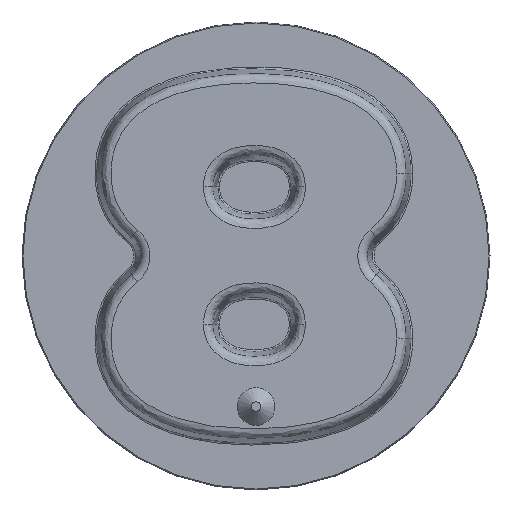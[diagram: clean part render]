
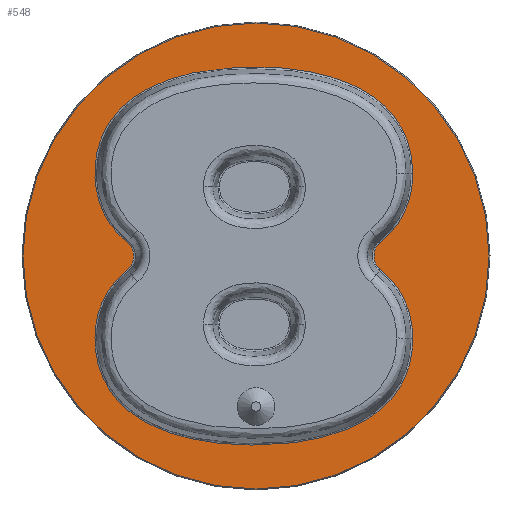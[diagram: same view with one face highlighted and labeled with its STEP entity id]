
A CAD part, top view. The second image highlights one B-rep face of the part: STEP entity #548.
In plain terms, the highlighted planar face has unit normal (0, 0, 1).
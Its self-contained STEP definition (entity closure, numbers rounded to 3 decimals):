
#27=FACE_BOUND('',#136,.T.);
#31=PLANE('',#606);
#93=FACE_OUTER_BOUND('',#135,.T.);
#135=EDGE_LOOP('',(#468));
#136=EDGE_LOOP('',(#469,#470,#471,#472,#473,#474));
#168=B_SPLINE_CURVE_WITH_KNOTS('',3,(#2151,#2152,#2153,#2154,#2155,#2156,
#2157,#2158,#2159,#2160,#2161,#2162,#2163,#2164,#2165,#2166),
 .UNSPECIFIED.,.F.,.F.,(4,1,1,1,2,1,1,1,1,2,1,4),(-5.384,-4.929,
-4.473,-4.018,-3.107,-2.651,
-2.196,-1.741,-1.286,-0.83,
-0.332,0.),.UNSPECIFIED.);
#170=B_SPLINE_CURVE_WITH_KNOTS('',3,(#2212,#2213,#2214,#2215,#2216),
 .UNSPECIFIED.,.F.,.F.,(4,1,4),(-0.835,-0.358,0.),
 .UNSPECIFIED.);
#172=B_SPLINE_CURVE_WITH_KNOTS('',3,(#2254,#2255,#2256,#2257,#2258),
 .UNSPECIFIED.,.F.,.F.,(4,1,4),(-0.835,-0.358,0.),
 .UNSPECIFIED.);
#173=B_SPLINE_CURVE_WITH_KNOTS('',3,(#2336,#2337,#2338,#2339,#2340,#2341,
#2342,#2343,#2344,#2345,#2346,#2347,#2348,#2349,#2350),.UNSPECIFIED.,.F.,
 .F.,(4,1,2,1,1,1,2,1,1,1,4),(-5.384,-4.885,-4.553,
-4.097,-3.642,-3.187,-2.276,-1.366,
-0.911,-0.455,0.),
 .UNSPECIFIED.);
#198=CIRCLE('',#599,1.832);
#202=CIRCLE('',#604,1.832);
#203=CIRCLE('',#607,24.75);
#242=VERTEX_POINT('',#2148);
#243=VERTEX_POINT('',#2150);
#245=VERTEX_POINT('',#2210);
#246=VERTEX_POINT('',#2223);
#247=VERTEX_POINT('',#2252);
#248=VERTEX_POINT('',#2334);
#249=VERTEX_POINT('',#2429);
#309=EDGE_CURVE('',#242,#243,#168,.T.);
#313=EDGE_CURVE('',#245,#242,#170,.T.);
#316=EDGE_CURVE('',#246,#245,#198,.T.);
#319=EDGE_CURVE('',#247,#246,#172,.T.);
#321=EDGE_CURVE('',#248,#247,#173,.T.);
#322=EDGE_CURVE('',#243,#248,#202,.T.);
#325=EDGE_CURVE('',#249,#249,#203,.T.);
#468=ORIENTED_EDGE('',*,*,#325,.F.);
#469=ORIENTED_EDGE('',*,*,#309,.F.);
#470=ORIENTED_EDGE('',*,*,#313,.F.);
#471=ORIENTED_EDGE('',*,*,#316,.F.);
#472=ORIENTED_EDGE('',*,*,#319,.F.);
#473=ORIENTED_EDGE('',*,*,#321,.F.);
#474=ORIENTED_EDGE('',*,*,#322,.F.);
#548=ADVANCED_FACE('',(#93,#27),#31,.T.);
#599=AXIS2_PLACEMENT_3D('',#2225,#689,#690);
#604=AXIS2_PLACEMENT_3D('',#2352,#699,#700);
#606=AXIS2_PLACEMENT_3D('',#2428,#705,#706);
#607=AXIS2_PLACEMENT_3D('',#2430,#707,#708);
#689=DIRECTION('center_axis',(0.,0.,-1.));
#690=DIRECTION('ref_axis',(-1.,0.,0.));
#699=DIRECTION('center_axis',(0.,0.,-1.));
#700=DIRECTION('ref_axis',(1.,0.,0.));
#705=DIRECTION('center_axis',(0.,0.,1.));
#706=DIRECTION('ref_axis',(1.,0.,0.));
#707=DIRECTION('center_axis',(0.,0.,-1.));
#708=DIRECTION('ref_axis',(-1.,0.,0.));
#2148=CARTESIAN_POINT('',(16.653,8.715,0.));
#2150=CARTESIAN_POINT('',(-13.654,1.423,0.));
#2151=CARTESIAN_POINT('Ctrl Pts',(16.653,8.715,0.));
#2152=CARTESIAN_POINT('Ctrl Pts',(16.653,10.234,0.));
#2153=CARTESIAN_POINT('Ctrl Pts',(16.081,13.332,0.));
#2154=CARTESIAN_POINT('Ctrl Pts',(13.,16.909,0.));
#2155=CARTESIAN_POINT('Ctrl Pts',(7.422,19.583,0.));
#2156=CARTESIAN_POINT('Ctrl Pts',(2.806,20.083,0.));
#2157=CARTESIAN_POINT('Ctrl Pts',(-1.743,20.09,0.));
#2158=CARTESIAN_POINT('Ctrl Pts',(-4.81,19.908,0.));
#2159=CARTESIAN_POINT('Ctrl Pts',(-9.269,18.916,0.));
#2160=CARTESIAN_POINT('Ctrl Pts',(-13.447,16.909,0.));
#2161=CARTESIAN_POINT('Ctrl Pts',(-16.527,13.342,0.));
#2162=CARTESIAN_POINT('Ctrl Pts',(-17.103,10.234,0.));
#2163=CARTESIAN_POINT('Ctrl Pts',(-17.109,7.051,0.));
#2164=CARTESIAN_POINT('Ctrl Pts',(-16.414,4.245,0.));
#2165=CARTESIAN_POINT('Ctrl Pts',(-14.514,2.12,0.));
#2166=CARTESIAN_POINT('Ctrl Pts',(-13.654,1.423,0.));
#2210=CARTESIAN_POINT('',(13.204,1.423,0.));
#2212=CARTESIAN_POINT('Ctrl Pts',(13.204,1.423,0.));
#2213=CARTESIAN_POINT('Ctrl Pts',(14.44,2.425,0.));
#2214=CARTESIAN_POINT('Ctrl Pts',(16.182,4.718,0.));
#2215=CARTESIAN_POINT('Ctrl Pts',(16.653,7.522,0.));
#2216=CARTESIAN_POINT('Ctrl Pts',(16.653,8.715,0.));
#2223=CARTESIAN_POINT('',(13.204,-1.423,0.));
#2225=CARTESIAN_POINT('Origin',(14.359,0.,
0.));
#2252=CARTESIAN_POINT('',(16.653,-8.715,0.));
#2254=CARTESIAN_POINT('Ctrl Pts',(16.653,-8.715,0.));
#2255=CARTESIAN_POINT('Ctrl Pts',(16.653,-7.124,0.));
#2256=CARTESIAN_POINT('Ctrl Pts',(15.997,-4.323,0.));
#2257=CARTESIAN_POINT('Ctrl Pts',(14.131,-2.175,0.));
#2258=CARTESIAN_POINT('Ctrl Pts',(13.204,-1.423,0.));
#2334=CARTESIAN_POINT('',(-13.654,-1.423,0.));
#2336=CARTESIAN_POINT('Ctrl Pts',(-13.654,-1.423,0.));
#2337=CARTESIAN_POINT('Ctrl Pts',(-14.946,-2.471,0.));
#2338=CARTESIAN_POINT('Ctrl Pts',(-16.674,-4.8,0.));
#2339=CARTESIAN_POINT('Ctrl Pts',(-17.101,-7.609,0.));
#2340=CARTESIAN_POINT('Ctrl Pts',(-17.105,-10.229,0.));
#2341=CARTESIAN_POINT('Ctrl Pts',(-16.53,-13.337,0.));
#2342=CARTESIAN_POINT('Ctrl Pts',(-13.443,-16.913,0.));
#2343=CARTESIAN_POINT('Ctrl Pts',(-7.87,-19.582,0.));
#2344=CARTESIAN_POINT('Ctrl Pts',(-3.27,-20.084,0.));
#2345=CARTESIAN_POINT('Ctrl Pts',(2.821,-20.085,0.));
#2346=CARTESIAN_POINT('Ctrl Pts',(7.43,-19.579,0.));
#2347=CARTESIAN_POINT('Ctrl Pts',(12.996,-16.907,0.));
#2348=CARTESIAN_POINT('Ctrl Pts',(16.08,-13.343,0.));
#2349=CARTESIAN_POINT('Ctrl Pts',(16.653,-10.233,0.));
#2350=CARTESIAN_POINT('Ctrl Pts',(16.653,-8.715,0.));
#2352=CARTESIAN_POINT('Origin',(-14.809,0.,
0.));
#2428=CARTESIAN_POINT('Origin',(0.,0.,0.));
#2429=CARTESIAN_POINT('',(24.75,0.,0.));
#2430=CARTESIAN_POINT('Origin',(0.,0.,0.));
